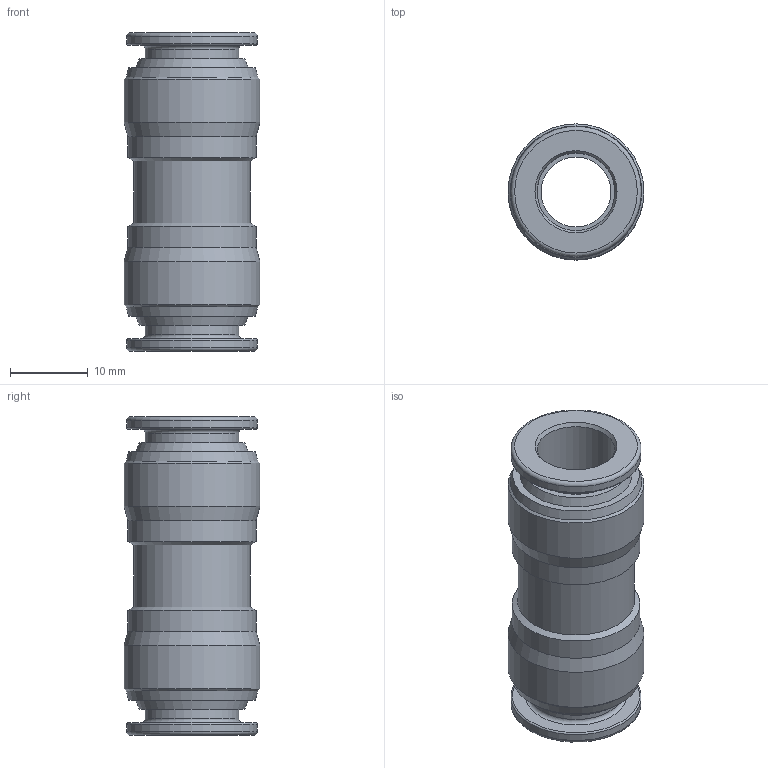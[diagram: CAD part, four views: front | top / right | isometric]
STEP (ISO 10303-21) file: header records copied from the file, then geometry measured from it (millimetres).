
FILE_DESCRIPTION(/* description */ ('STEP AP214'),/* implementation_level */ '2;1');
FILE_NAME(/* name */ '8085700_NPQR-D-Q10-E',/* time_stamp */ '2024-09-13T08:32:34+02:00',/* author */ ('License CC BY-ND 4.0'),/* organization */ ('CADENAS'),/* preprocessor_version */ 'ST-DEVELOPER v19.3',/* originating_system */ 'PARTsolutions',/* authorisation */ ' ');
FILE_SCHEMA (('AUTOMOTIVE_DESIGN {1 0 10303 214 3 1 1}'));
Length unit declared in the file: millimetre
Products named in the file (1): 8085700 NPQR-D-Q10-E---(high)
Bounding box: 17.5 x 17.5 x 41 mm (x, y, z)
Volume: 5159.2 mm3; surface area: 4044.9 mm2
Topology: 1 solids, 1 shells, 40 faces, 70 edges, 40 vertices
Faces by surface type: cylinder 12, cone 12, plane 10, torus 6
Full cylindrical faces by diameter (mm): 9 x1, 10 x2, 12 x2, 15 x1, 16.5 x2, 16.8 x2, 17.5 x2
Entity records: 838 total; most frequent: DIRECTION 162, CARTESIAN_POINT 121, AXIS2_PLACEMENT_3D 81, ORIENTED_EDGE 80, EDGE_LOOP 80, FACE_BOUND 80, EDGE_CURVE 40, VERTEX_POINT 40
